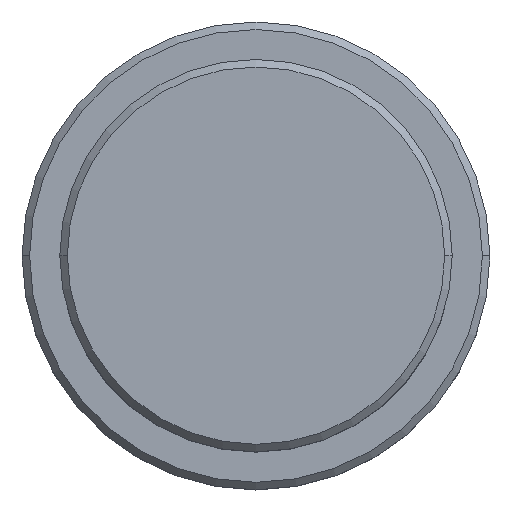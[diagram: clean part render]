
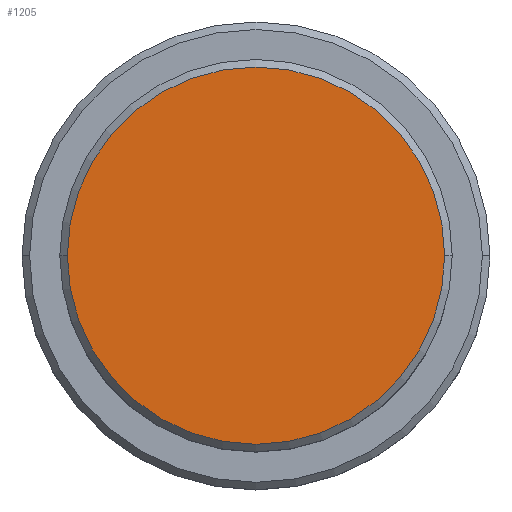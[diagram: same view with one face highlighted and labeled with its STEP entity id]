
A CAD part, top view. The second image highlights one B-rep face of the part: STEP entity #1205.
In plain terms, the highlighted planar face has unit normal (0, 0, 1).
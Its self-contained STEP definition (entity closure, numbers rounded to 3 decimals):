
#33 = DIRECTION ( 'NONE',  ( 1., 0., 0. ) ) ;
#71 = CARTESIAN_POINT ( 'NONE',  ( 0., 0., 0. ) ) ;
#209 = AXIS2_PLACEMENT_3D ( 'NONE', #71, #635, #546 ) ;
#304 = AXIS2_PLACEMENT_3D ( 'NONE', #1245, #813, #1372 ) ;
#365 = PLANE ( 'NONE',  #304 ) ;
#514 = CIRCLE ( 'NONE', #1148, 12.5 ) ;
#530 = VERTEX_POINT ( 'NONE', #1271 ) ;
#546 = DIRECTION ( 'NONE',  ( 1., 0., 0. ) ) ;
#588 = CARTESIAN_POINT ( 'NONE',  ( -12.5, 0., 0. ) ) ;
#593 = ORIENTED_EDGE ( 'NONE', *, *, #979, .T. ) ;
#635 = DIRECTION ( 'NONE',  ( 0., 0., 1. ) ) ;
#636 = ORIENTED_EDGE ( 'NONE', *, *, #1396, .T. ) ;
#678 = DIRECTION ( 'NONE',  ( 0., 0., 1. ) ) ;
#811 = EDGE_LOOP ( 'NONE', ( #636, #593 ) ) ;
#813 = DIRECTION ( 'NONE',  ( 0., 0., 1. ) ) ;
#878 = CIRCLE ( 'NONE', #209, 12.5 ) ;
#898 = CARTESIAN_POINT ( 'NONE',  ( 0., 0., 0. ) ) ;
#979 = EDGE_CURVE ( 'NONE', #530, #1129, #514, .T. ) ;
#1129 = VERTEX_POINT ( 'NONE', #588 ) ;
#1148 = AXIS2_PLACEMENT_3D ( 'NONE', #898, #678, #33 ) ;
#1205 = ADVANCED_FACE ( 'NONE', ( #1260 ), #365, .T. ) ;
#1245 = CARTESIAN_POINT ( 'NONE',  ( 0., 0., 0. ) ) ;
#1260 = FACE_OUTER_BOUND ( 'NONE', #811, .T. ) ;
#1271 = CARTESIAN_POINT ( 'NONE',  ( 12.5, 0., 0. ) ) ;
#1372 = DIRECTION ( 'NONE',  ( 1., 0., 0. ) ) ;
#1396 = EDGE_CURVE ( 'NONE', #1129, #530, #878, .T. ) ;
